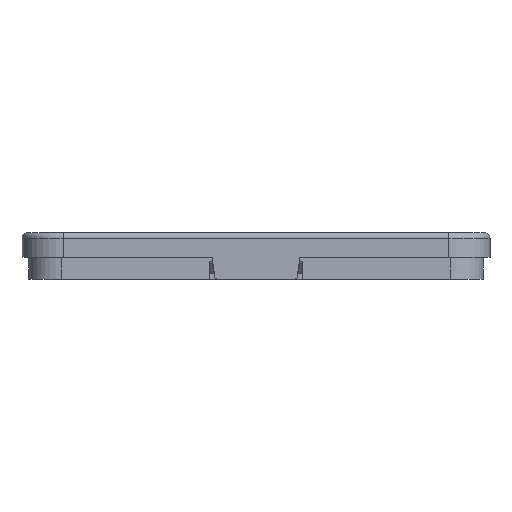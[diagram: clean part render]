
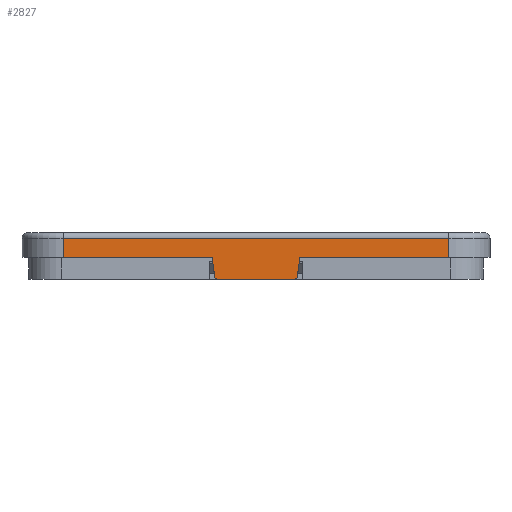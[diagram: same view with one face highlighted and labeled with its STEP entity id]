
A CAD part, left-side view. The second image highlights one B-rep face of the part: STEP entity #2827.
In plain terms, the highlighted planar face has unit normal (-1, 0, 0).
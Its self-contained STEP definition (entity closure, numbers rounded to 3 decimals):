
#2133 = ORIENTED_EDGE ( 'NONE', *, *, #2938, .F. ) ;
#2134 = ORIENTED_EDGE ( 'NONE', *, *, #2939, .T. ) ;
#2135 = ORIENTED_EDGE ( 'NONE', *, *, #2937, .T. ) ;
#2136 = ORIENTED_EDGE ( 'NONE', *, *, #2940, .T. ) ;
#2137 = ORIENTED_EDGE ( 'NONE', *, *, #2941, .T. ) ;
#2138 = ORIENTED_EDGE ( 'NONE', *, *, #2942, .T. ) ;
#2139 = ORIENTED_EDGE ( 'NONE', *, *, #2943, .T. ) ;
#2140 = ORIENTED_EDGE ( 'NONE', *, *, #2944, .T. ) ;
#2141 = ORIENTED_EDGE ( 'NONE', *, *, #2945, .T. ) ;
#2142 = ORIENTED_EDGE ( 'NONE', *, *, #2946, .T. ) ;
#2424 = EDGE_LOOP ( 'NONE', ( #2133, #2135, #2134, #2136, #2137, #2138, #2139, #2140, #2141, #2142 ) ) ;
#2827 = ADVANCED_FACE ( 'NONE', ( #8937 ), #8288, .F. ) ;
#2937 = EDGE_CURVE ( 'NONE', #3791, #3793, #9290, .T. ) ;
#2938 = EDGE_CURVE ( 'NONE', #3791, #3792, #9293, .T. ) ;
#2939 = EDGE_CURVE ( 'NONE', #3793, #3794, #9296, .T. ) ;
#2940 = EDGE_CURVE ( 'NONE', #3794, #3795, #9299, .T. ) ;
#2941 = EDGE_CURVE ( 'NONE', #3795, #3796, #9302, .T. ) ;
#2942 = EDGE_CURVE ( 'NONE', #3796, #3797, #7266, .T. ) ;
#2943 = EDGE_CURVE ( 'NONE', #3797, #3798, #9308, .T. ) ;
#2944 = EDGE_CURVE ( 'NONE', #3798, #3799, #7267, .T. ) ;
#2945 = EDGE_CURVE ( 'NONE', #3799, #3800, #9313, .T. ) ;
#2946 = EDGE_CURVE ( 'NONE', #3800, #3792, #9316, .T. ) ;
#3791 = VERTEX_POINT ( 'NONE', #10268 ) ;
#3792 = VERTEX_POINT ( 'NONE', #10269 ) ;
#3793 = VERTEX_POINT ( 'NONE', #10270 ) ;
#3794 = VERTEX_POINT ( 'NONE', #10271 ) ;
#3795 = VERTEX_POINT ( 'NONE', #10272 ) ;
#3796 = VERTEX_POINT ( 'NONE', #10273 ) ;
#3797 = VERTEX_POINT ( 'NONE', #10274 ) ;
#3798 = VERTEX_POINT ( 'NONE', #10275 ) ;
#3799 = VERTEX_POINT ( 'NONE', #10276 ) ;
#3800 = VERTEX_POINT ( 'NONE', #10277 ) ;
#7266 = CIRCLE ( 'NONE', #9062, 0.5 ) ;
#7267 = CIRCLE ( 'NONE', #9051, 0.5 ) ;
#8288 = PLANE ( 'NONE',  #8940 ) ;
#8289 = CARTESIAN_POINT ( 'NONE',  ( -42.75, 35.25, 4.5 ) ) ;
#8290 = DIRECTION ( 'NONE',  ( 1., 0., 0. ) ) ;
#8291 = DIRECTION ( 'NONE',  ( 0., 0., -1. ) ) ;
#8937 = FACE_OUTER_BOUND ( 'NONE', #2424, .T. ) ;
#8940 = AXIS2_PLACEMENT_3D ( 'NONE', #8289, #8290, #8291 ) ;
#9051 = AXIS2_PLACEMENT_3D ( 'NONE', #9307, #9311, #9312 ) ;
#9061 = VECTOR ( 'NONE', #9292, 1000. ) ;
#9062 = AXIS2_PLACEMENT_3D ( 'NONE', #9289, #9305, #9306 ) ;
#9063 = VECTOR ( 'NONE', #9295, 1000. ) ;
#9064 = VECTOR ( 'NONE', #9298, 1000. ) ;
#9065 = VECTOR ( 'NONE', #9301, 1000. ) ;
#9066 = VECTOR ( 'NONE', #9304, 1000. ) ;
#9067 = VECTOR ( 'NONE', #9310, 1000. ) ;
#9068 = VECTOR ( 'NONE', #9315, 1000. ) ;
#9069 = VECTOR ( 'NONE', #9318, 1000. ) ;
#9289 = CARTESIAN_POINT ( 'NONE',  ( -42.75, 7.059, -3.5 ) ) ;
#9290 = LINE ( 'NONE', #9291, #9061 ) ;
#9291 = CARTESIAN_POINT ( 'NONE',  ( -42.75, 35.25, 3.5 ) ) ;
#9292 = DIRECTION ( 'NONE',  ( 0., 1., 0. ) ) ;
#9293 = LINE ( 'NONE', #9294, #9063 ) ;
#9294 = CARTESIAN_POINT ( 'NONE',  ( -42.75, -35.25, 4.5 ) ) ;
#9295 = DIRECTION ( 'NONE',  ( 0., 0., -1. ) ) ;
#9296 = LINE ( 'NONE', #9297, #9064 ) ;
#9297 = CARTESIAN_POINT ( 'NONE',  ( -42.75, 35.25, 4.5 ) ) ;
#9298 = DIRECTION ( 'NONE',  ( 0., 0., -1. ) ) ;
#9299 = LINE ( 'NONE', #9300, #9065 ) ;
#9300 = CARTESIAN_POINT ( 'NONE',  ( -42.75, 35.25, 0. ) ) ;
#9301 = DIRECTION ( 'NONE',  ( 0., -1., 0. ) ) ;
#9302 = LINE ( 'NONE', #9303, #9066 ) ;
#9303 = CARTESIAN_POINT ( 'NONE',  ( -42.75, 8., 0. ) ) ;
#9304 = DIRECTION ( 'NONE',  ( 0., -0.124, -0.992 ) ) ;
#9305 = DIRECTION ( 'NONE',  ( -1., 0., 0. ) ) ;
#9306 = DIRECTION ( 'NONE',  ( 0., 0., -1. ) ) ;
#9307 = CARTESIAN_POINT ( 'NONE',  ( -42.75, -7.059, -3.5 ) ) ;
#9308 = LINE ( 'NONE', #9309, #9067 ) ;
#9309 = CARTESIAN_POINT ( 'NONE',  ( -42.75, 8., -4. ) ) ;
#9310 = DIRECTION ( 'NONE',  ( 0., -1., 0. ) ) ;
#9311 = DIRECTION ( 'NONE',  ( -1., 0., 0. ) ) ;
#9312 = DIRECTION ( 'NONE',  ( 0., 0., -1. ) ) ;
#9313 = LINE ( 'NONE', #9314, #9068 ) ;
#9314 = CARTESIAN_POINT ( 'NONE',  ( -42.75, -7.5, -4. ) ) ;
#9315 = DIRECTION ( 'NONE',  ( 0., -0.124, 0.992 ) ) ;
#9316 = LINE ( 'NONE', #9317, #9069 ) ;
#9317 = CARTESIAN_POINT ( 'NONE',  ( -42.75, 35.25, 0. ) ) ;
#9318 = DIRECTION ( 'NONE',  ( 0., -1., 0. ) ) ;
#10268 = CARTESIAN_POINT ( 'NONE',  ( -42.75, -35.25, 3.5 ) ) ;
#10269 = CARTESIAN_POINT ( 'NONE',  ( -42.75, -35.25, 0. ) ) ;
#10270 = CARTESIAN_POINT ( 'NONE',  ( -42.75, 35.25, 3.5 ) ) ;
#10271 = CARTESIAN_POINT ( 'NONE',  ( -42.75, 35.25, 0. ) ) ;
#10272 = CARTESIAN_POINT ( 'NONE',  ( -42.75, 8., 0. ) ) ;
#10273 = CARTESIAN_POINT ( 'NONE',  ( -42.75, 7.555, -3.562 ) ) ;
#10274 = CARTESIAN_POINT ( 'NONE',  ( -42.75, 7.059, -4. ) ) ;
#10275 = CARTESIAN_POINT ( 'NONE',  ( -42.75, -7.059, -4. ) ) ;
#10276 = CARTESIAN_POINT ( 'NONE',  ( -42.75, -7.555, -3.562 ) ) ;
#10277 = CARTESIAN_POINT ( 'NONE',  ( -42.75, -8., 0. ) ) ;
